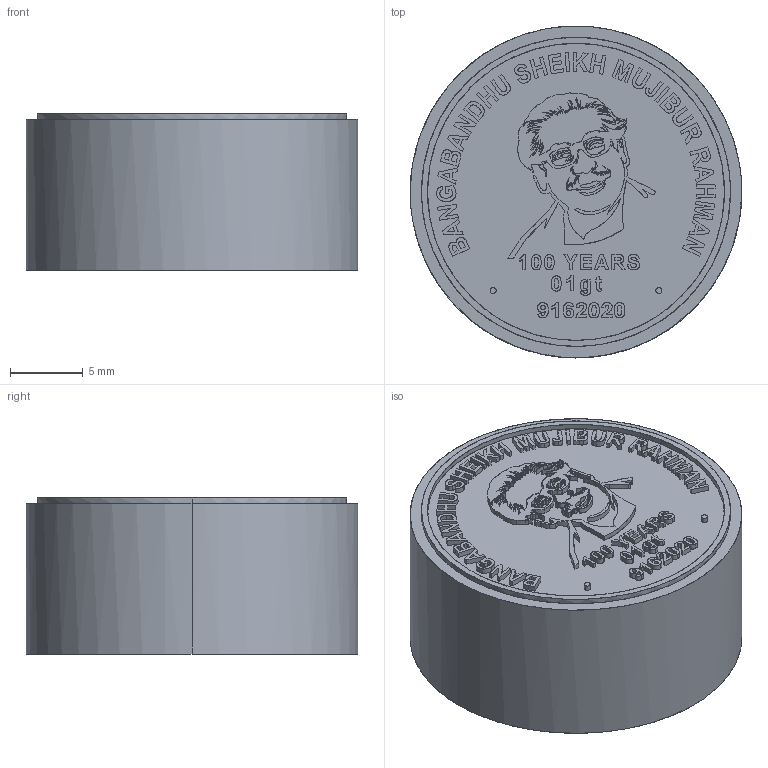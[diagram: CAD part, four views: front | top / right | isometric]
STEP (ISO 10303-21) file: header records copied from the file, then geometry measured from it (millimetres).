
FILE_DESCRIPTION(('FreeCAD Model'),'2;1');
FILE_NAME('Open CASCADE Shape Model','2025-05-04T04:48:04',('FreeCAD'),( 'FreeCAD'),'Open CASCADE STEP processor 7.6','FreeCAD','Unknown');
FILE_SCHEMA(('AUTOMOTIVE_DESIGN { 1 0 10303 214 1 1 1 1 }'));
Products named in the file (1): Open CASCADE STEP translator 7.6 1
Bounding box: 22.83 x 22.83 x 10.74 mm (x, y, z)
Surface area: 1792.9 mm2 (no closed solid volume)
Topology: 0 solids, 1390 shells, 1390 faces, 12907 edges, 12907 vertices
Faces by surface type: bspline 1390
Entity records: 130884 total; most frequent: CARTESIAN_POINT 70913, ORIENTED_EDGE 12907, EDGE_CURVE 12907, VERTEX_POINT 12907, B_SPLINE_CURVE_WITH_KNOTS 12771, FACE_BOUND 1474, EDGE_LOOP 1474, SHELL_BASED_SURFACE_MODEL 1390
